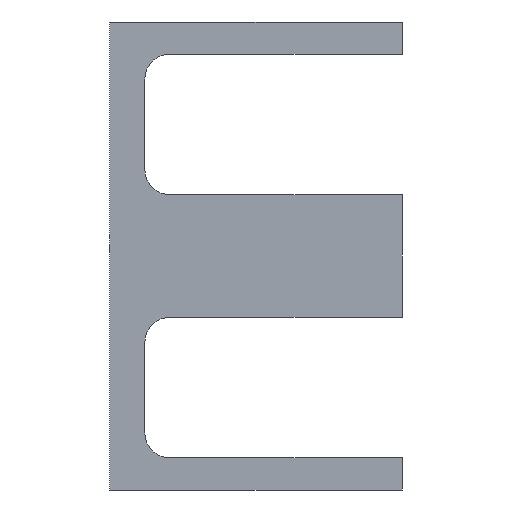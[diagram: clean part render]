
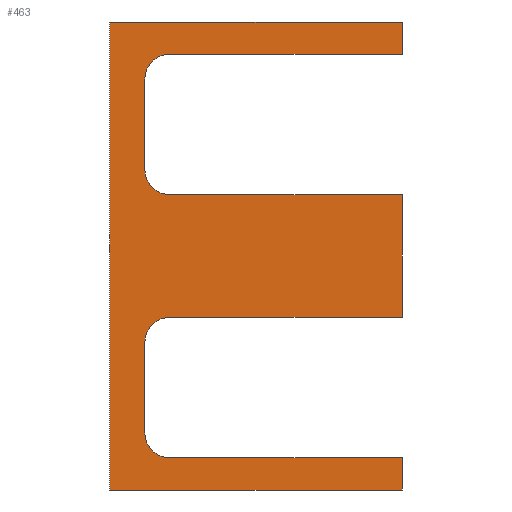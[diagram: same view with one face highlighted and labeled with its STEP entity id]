
A CAD part, left-side view. The second image highlights one B-rep face of the part: STEP entity #463.
In plain terms, the highlighted planar face has unit normal (-1, 0, 0).
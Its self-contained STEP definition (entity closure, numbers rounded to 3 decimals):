
#7 = EDGE_CURVE ( 'NONE', #367, #366, #210, .T. ) ;
#8 = AXIS2_PLACEMENT_3D ( 'NONE', #393, #394, #395 ) ;
#9 = AXIS2_PLACEMENT_3D ( 'NONE', #382, #383, #384 ) ;
#11 = AXIS2_PLACEMENT_3D ( 'NONE', #405, #406, #407 ) ;
#12 = EDGE_CURVE ( 'NONE', #369, #376, #104, .T. ) ;
#13 = EDGE_CURVE ( 'NONE', #377, #376, #216, .T. ) ;
#14 = EDGE_CURVE ( 'NONE', #366, #364, #215, .T. ) ;
#15 = EDGE_CURVE ( 'NONE', #368, #367, #214, .T. ) ;
#16 = EDGE_CURVE ( 'NONE', #377, #363, #213, .T. ) ;
#17 = EDGE_CURVE ( 'NONE', #364, #365, #209, .T. ) ;
#18 = EDGE_CURVE ( 'NONE', #368, #363, #224, .T. ) ;
#19 = EDGE_CURVE ( 'NONE', #370, #369, #221, .T. ) ;
#20 = EDGE_CURVE ( 'NONE', #371, #370, #223, .T. ) ;
#21 = EDGE_CURVE ( 'NONE', #371, #372, #229, .T. ) ;
#22 = EDGE_CURVE ( 'NONE', #373, #372, #226, .T. ) ;
#23 = EDGE_CURVE ( 'NONE', #373, #374, #233, .T. ) ;
#24 = EDGE_CURVE ( 'NONE', #375, #374, #227, .T. ) ;
#25 = EDGE_CURVE ( 'NONE', #362, #375, #232, .T. ) ;
#26 = EDGE_CURVE ( 'NONE', #365, #362, #231, .T. ) ;
#59 = AXIS2_PLACEMENT_3D ( 'NONE', #399, #400, #401 ) ;
#71 = AXIS2_PLACEMENT_3D ( 'NONE', #522, #526, #527 ) ;
#92 = ORIENTED_EDGE ( 'NONE', *, *, #17, .F. ) ;
#93 = ORIENTED_EDGE ( 'NONE', *, *, #19, .F. ) ;
#94 = ORIENTED_EDGE ( 'NONE', *, *, #20, .F. ) ;
#95 = ORIENTED_EDGE ( 'NONE', *, *, #21, .T. ) ;
#96 = ORIENTED_EDGE ( 'NONE', *, *, #15, .F. ) ;
#97 = ORIENTED_EDGE ( 'NONE', *, *, #7, .F. ) ;
#98 = ORIENTED_EDGE ( 'NONE', *, *, #14, .F. ) ;
#99 = ORIENTED_EDGE ( 'NONE', *, *, #18, .T. ) ;
#100 = ORIENTED_EDGE ( 'NONE', *, *, #16, .F. ) ;
#101 = ORIENTED_EDGE ( 'NONE', *, *, #12, .F. ) ;
#102 = VECTOR ( 'NONE', #386, 1000. ) ;
#104 = LINE ( 'NONE', #378, #212 ) ;
#107 = ORIENTED_EDGE ( 'NONE', *, *, #13, .T. ) ;
#115 = EDGE_LOOP ( 'NONE', ( #92, #98, #97, #96, #99, #100, #107, #101, #93, #94, #95, #124, #125, #126, #127, #128 ) ) ;
#124 = ORIENTED_EDGE ( 'NONE', *, *, #22, .F. ) ;
#125 = ORIENTED_EDGE ( 'NONE', *, *, #23, .T. ) ;
#126 = ORIENTED_EDGE ( 'NONE', *, *, #24, .F. ) ;
#127 = ORIENTED_EDGE ( 'NONE', *, *, #25, .F. ) ;
#128 = ORIENTED_EDGE ( 'NONE', *, *, #26, .F. ) ;
#209 = LINE ( 'NONE', #389, #220 ) ;
#210 = LINE ( 'NONE', #379, #211 ) ;
#211 = VECTOR ( 'NONE', #345, 1000. ) ;
#212 = VECTOR ( 'NONE', #381, 1000. ) ;
#213 = LINE ( 'NONE', #387, #218 ) ;
#214 = LINE ( 'NONE', #385, #217 ) ;
#215 = LINE ( 'NONE', #380, #102 ) ;
#216 = CIRCLE ( 'NONE', #9, 8.5 ) ;
#217 = VECTOR ( 'NONE', #388, 1000. ) ;
#218 = VECTOR ( 'NONE', #390, 1000. ) ;
#219 = VECTOR ( 'NONE', #397, 1000. ) ;
#220 = VECTOR ( 'NONE', #392, 1000. ) ;
#221 = LINE ( 'NONE', #396, #219 ) ;
#222 = VECTOR ( 'NONE', #404, 1000. ) ;
#223 = LINE ( 'NONE', #391, #225 ) ;
#224 = CIRCLE ( 'NONE', #8, 8.5 ) ;
#225 = VECTOR ( 'NONE', #398, 1000. ) ;
#226 = LINE ( 'NONE', #403, #222 ) ;
#227 = LINE ( 'NONE', #408, #228 ) ;
#228 = VECTOR ( 'NONE', #409, 1000. ) ;
#229 = CIRCLE ( 'NONE', #59, 8.5 ) ;
#231 = LINE ( 'NONE', #410, #236 ) ;
#232 = LINE ( 'NONE', #402, #234 ) ;
#233 = CIRCLE ( 'NONE', #11, 8.5 ) ;
#234 = VECTOR ( 'NONE', #411, 1000. ) ;
#236 = VECTOR ( 'NONE', #413, 1000. ) ;
#303 = FACE_OUTER_BOUND ( 'NONE', #115, .T. ) ;
#345 = DIRECTION ( 'NONE',  ( 0., 0., -1. ) ) ;
#362 = VERTEX_POINT ( 'NONE', #505 ) ;
#363 = VERTEX_POINT ( 'NONE', #506 ) ;
#364 = VERTEX_POINT ( 'NONE', #507 ) ;
#365 = VERTEX_POINT ( 'NONE', #508 ) ;
#366 = VERTEX_POINT ( 'NONE', #509 ) ;
#367 = VERTEX_POINT ( 'NONE', #510 ) ;
#368 = VERTEX_POINT ( 'NONE', #511 ) ;
#369 = VERTEX_POINT ( 'NONE', #512 ) ;
#370 = VERTEX_POINT ( 'NONE', #513 ) ;
#371 = VERTEX_POINT ( 'NONE', #514 ) ;
#372 = VERTEX_POINT ( 'NONE', #515 ) ;
#373 = VERTEX_POINT ( 'NONE', #516 ) ;
#374 = VERTEX_POINT ( 'NONE', #517 ) ;
#375 = VERTEX_POINT ( 'NONE', #518 ) ;
#376 = VERTEX_POINT ( 'NONE', #519 ) ;
#377 = VERTEX_POINT ( 'NONE', #520 ) ;
#378 = CARTESIAN_POINT ( 'NONE',  ( 0., 79.5, -21. ) ) ;
#379 = CARTESIAN_POINT ( 'NONE',  ( 0., 0., -80. ) ) ;
#380 = CARTESIAN_POINT ( 'NONE',  ( 0., 100., -80. ) ) ;
#381 = DIRECTION ( 'NONE',  ( 0., 1., 0. ) ) ;
#382 = CARTESIAN_POINT ( 'NONE',  ( 0., 79.5, -29.5 ) ) ;
#383 = DIRECTION ( 'NONE',  ( 1., 0., 0. ) ) ;
#384 = DIRECTION ( 'NONE',  ( 0., 0., 1. ) ) ;
#385 = CARTESIAN_POINT ( 'NONE',  ( 0., 0., -69. ) ) ;
#386 = DIRECTION ( 'NONE',  ( 0., 1., 0. ) ) ;
#387 = CARTESIAN_POINT ( 'NONE',  ( 0., 88., -60.5 ) ) ;
#388 = DIRECTION ( 'NONE',  ( 0., -1., 0. ) ) ;
#389 = CARTESIAN_POINT ( 'NONE',  ( 0., 100., 80. ) ) ;
#390 = DIRECTION ( 'NONE',  ( 0., 0., -1. ) ) ;
#391 = CARTESIAN_POINT ( 'NONE',  ( 0., 0., 21. ) ) ;
#392 = DIRECTION ( 'NONE',  ( 0., 0., 1. ) ) ;
#393 = CARTESIAN_POINT ( 'NONE',  ( 0., 79.5, -60.5 ) ) ;
#394 = DIRECTION ( 'NONE',  ( 1., 0., 0. ) ) ;
#395 = DIRECTION ( 'NONE',  ( 0., 0., 1. ) ) ;
#396 = CARTESIAN_POINT ( 'NONE',  ( 0., 0., -21. ) ) ;
#397 = DIRECTION ( 'NONE',  ( 0., 0., -1. ) ) ;
#398 = DIRECTION ( 'NONE',  ( 0., -1., 0. ) ) ;
#399 = CARTESIAN_POINT ( 'NONE',  ( 0., 79.5, 29.5 ) ) ;
#400 = DIRECTION ( 'NONE',  ( 1., 0., 0. ) ) ;
#401 = DIRECTION ( 'NONE',  ( 0., 0., 1. ) ) ;
#402 = CARTESIAN_POINT ( 'NONE',  ( 0., 0., 69. ) ) ;
#403 = CARTESIAN_POINT ( 'NONE',  ( 0., 88., 29.5 ) ) ;
#404 = DIRECTION ( 'NONE',  ( 0., 0., -1. ) ) ;
#405 = CARTESIAN_POINT ( 'NONE',  ( 0., 79.5, 60.5 ) ) ;
#406 = DIRECTION ( 'NONE',  ( 1., 0., 0. ) ) ;
#407 = DIRECTION ( 'NONE',  ( 0., 0., 1. ) ) ;
#408 = CARTESIAN_POINT ( 'NONE',  ( 0., 79.5, 69. ) ) ;
#409 = DIRECTION ( 'NONE',  ( 0., 1., 0. ) ) ;
#410 = CARTESIAN_POINT ( 'NONE',  ( 0., 0., 80. ) ) ;
#411 = DIRECTION ( 'NONE',  ( 0., 0., -1. ) ) ;
#413 = DIRECTION ( 'NONE',  ( 0., -1., 0. ) ) ;
#463 = ADVANCED_FACE ( 'NONE', ( #303 ), #523, .F. ) ;
#505 = CARTESIAN_POINT ( 'NONE',  ( 0., 0., 80. ) ) ;
#506 = CARTESIAN_POINT ( 'NONE',  ( 0., 88., -60.5 ) ) ;
#507 = CARTESIAN_POINT ( 'NONE',  ( 0., 100., -80. ) ) ;
#508 = CARTESIAN_POINT ( 'NONE',  ( 0., 100., 80. ) ) ;
#509 = CARTESIAN_POINT ( 'NONE',  ( 0., 0., -80. ) ) ;
#510 = CARTESIAN_POINT ( 'NONE',  ( 0., 0., -69. ) ) ;
#511 = CARTESIAN_POINT ( 'NONE',  ( 0., 79.5, -69. ) ) ;
#512 = CARTESIAN_POINT ( 'NONE',  ( 0., 0., -21. ) ) ;
#513 = CARTESIAN_POINT ( 'NONE',  ( 0., 0., 21. ) ) ;
#514 = CARTESIAN_POINT ( 'NONE',  ( 0., 79.5, 21. ) ) ;
#515 = CARTESIAN_POINT ( 'NONE',  ( 0., 88., 29.5 ) ) ;
#516 = CARTESIAN_POINT ( 'NONE',  ( 0., 88., 60.5 ) ) ;
#517 = CARTESIAN_POINT ( 'NONE',  ( 0., 79.5, 69. ) ) ;
#518 = CARTESIAN_POINT ( 'NONE',  ( 0., 0., 69. ) ) ;
#519 = CARTESIAN_POINT ( 'NONE',  ( 0., 79.5, -21. ) ) ;
#520 = CARTESIAN_POINT ( 'NONE',  ( 0., 88., -29.5 ) ) ;
#522 = CARTESIAN_POINT ( 'NONE',  ( 0., 0., 0. ) ) ;
#523 = PLANE ( 'NONE',  #71 ) ;
#526 = DIRECTION ( 'NONE',  ( 1., 0., 0. ) ) ;
#527 = DIRECTION ( 'NONE',  ( 0., 0., -1. ) ) ;
